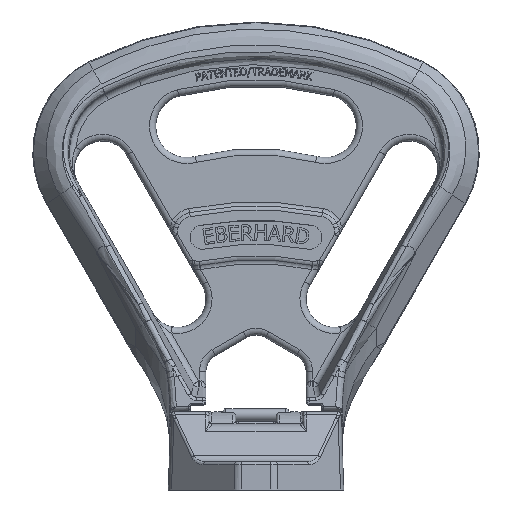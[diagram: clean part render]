
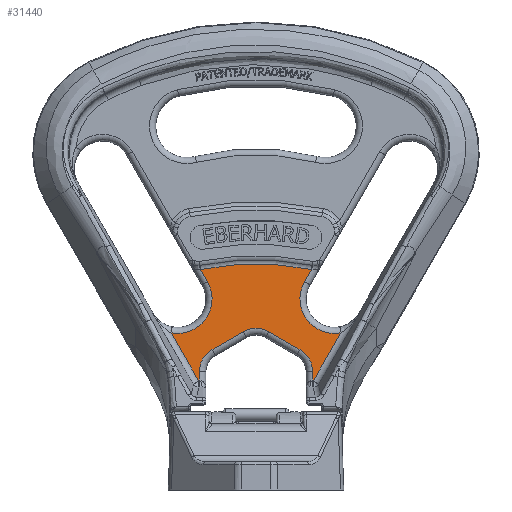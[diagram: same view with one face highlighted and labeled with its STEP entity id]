
A CAD part, front view. The second image highlights one B-rep face of the part: STEP entity #31440.
In plain terms, the highlighted planar face has unit normal (0, -1, 0.032).
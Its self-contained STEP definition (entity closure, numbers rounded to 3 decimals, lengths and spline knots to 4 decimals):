
#4464=LINE('',#60842,#7041);
#4466=LINE('',#60853,#7043);
#4467=LINE('',#60856,#7044);
#4471=LINE('',#61154,#7048);
#4473=LINE('',#61157,#7050);
#4479=LINE('',#61367,#7056);
#4482=LINE('',#61375,#7059);
#4483=LINE('',#61379,#7060);
#4484=LINE('',#61383,#7061);
#4485=LINE('',#61387,#7062);
#7041=VECTOR('',#41144,0.3937);
#7043=VECTOR('',#41162,0.3937);
#7044=VECTOR('',#41165,0.3937);
#7048=VECTOR('',#41219,0.3937);
#7050=VECTOR('',#41223,0.3937);
#7056=VECTOR('',#41259,0.3937);
#7059=VECTOR('',#41268,0.3937);
#7060=VECTOR('',#41273,0.3937);
#7061=VECTOR('',#41276,0.3937);
#7062=VECTOR('',#41279,0.3937);
#8969=FACE_OUTER_BOUND('',#10914,.T.);
#10914=EDGE_LOOP('',(#27767,#27768,#27769,#27770,#27771,#27772,#27773,#27774,
#27775,#27776,#27777,#27778,#27779,#27780,#27781,#27782,#27783,#27784));
#12058=CIRCLE('',#33894,0.3747);
#12060=CIRCLE('',#33897,5.5553);
#12062=CIRCLE('',#33900,0.3747);
#12119=CIRCLE('',#33997,0.687);
#12122=CIRCLE('',#34002,0.687);
#12139=CIRCLE('',#34051,0.505);
#12140=CIRCLE('',#34052,0.505);
#12141=CIRCLE('',#34053,0.505);
#14731=VERTEX_POINT('',#60276);
#14732=VERTEX_POINT('',#60289);
#14733=VERTEX_POINT('',#60293);
#14734=VERTEX_POINT('',#60297);
#14761=VERTEX_POINT('',#60530);
#14784=VERTEX_POINT('',#60826);
#14786=VERTEX_POINT('',#60840);
#14787=VERTEX_POINT('',#60849);
#14788=VERTEX_POINT('',#60855);
#14798=VERTEX_POINT('',#61065);
#14801=VERTEX_POINT('',#61147);
#14818=VERTEX_POINT('',#61362);
#14820=VERTEX_POINT('',#61374);
#14821=VERTEX_POINT('',#61378);
#14822=VERTEX_POINT('',#61380);
#14823=VERTEX_POINT('',#61382);
#14824=VERTEX_POINT('',#61384);
#14825=VERTEX_POINT('',#61386);
#19055=EDGE_CURVE('',#14732,#14731,#12058,.T.);
#19057=EDGE_CURVE('',#14733,#14732,#12060,.T.);
#19059=EDGE_CURVE('',#14734,#14733,#12062,.T.);
#19157=EDGE_CURVE('',#14786,#14734,#4464,.T.);
#19158=EDGE_CURVE('',#14784,#14786,#12119,.T.);
#19162=EDGE_CURVE('',#14787,#14761,#12122,.T.);
#19163=EDGE_CURVE('',#14731,#14787,#4466,.T.);
#19164=EDGE_CURVE('',#14761,#14788,#4467,.T.);
#19193=EDGE_CURVE('',#14801,#14798,#4471,.T.);
#19195=EDGE_CURVE('',#14798,#14784,#4473,.T.);
#19219=EDGE_CURVE('',#14788,#14818,#4479,.T.);
#19223=EDGE_CURVE('',#14818,#14820,#4482,.T.);
#19225=EDGE_CURVE('',#14821,#14801,#4483,.T.);
#19226=EDGE_CURVE('',#14822,#14821,#12139,.T.);
#19227=EDGE_CURVE('',#14823,#14822,#4484,.T.);
#19228=EDGE_CURVE('',#14824,#14823,#12140,.T.);
#19229=EDGE_CURVE('',#14825,#14824,#4485,.T.);
#19230=EDGE_CURVE('',#14820,#14825,#12141,.T.);
#27767=ORIENTED_EDGE('',*,*,#19059,.F.);
#27768=ORIENTED_EDGE('',*,*,#19157,.F.);
#27769=ORIENTED_EDGE('',*,*,#19158,.F.);
#27770=ORIENTED_EDGE('',*,*,#19195,.F.);
#27771=ORIENTED_EDGE('',*,*,#19193,.F.);
#27772=ORIENTED_EDGE('',*,*,#19225,.F.);
#27773=ORIENTED_EDGE('',*,*,#19226,.F.);
#27774=ORIENTED_EDGE('',*,*,#19227,.F.);
#27775=ORIENTED_EDGE('',*,*,#19228,.F.);
#27776=ORIENTED_EDGE('',*,*,#19229,.F.);
#27777=ORIENTED_EDGE('',*,*,#19230,.F.);
#27778=ORIENTED_EDGE('',*,*,#19223,.F.);
#27779=ORIENTED_EDGE('',*,*,#19219,.F.);
#27780=ORIENTED_EDGE('',*,*,#19164,.F.);
#27781=ORIENTED_EDGE('',*,*,#19162,.F.);
#27782=ORIENTED_EDGE('',*,*,#19163,.F.);
#27783=ORIENTED_EDGE('',*,*,#19055,.F.);
#27784=ORIENTED_EDGE('',*,*,#19057,.F.);
#29744=PLANE('',#34050);
#31440=ADVANCED_FACE('',(#8969),#29744,.F.);
#33894=AXIS2_PLACEMENT_3D('',#60291,#40919,#40920);
#33897=AXIS2_PLACEMENT_3D('',#60295,#40925,#40926);
#33900=AXIS2_PLACEMENT_3D('',#60299,#40931,#40932);
#33997=AXIS2_PLACEMENT_3D('',#60844,#41147,#41148);
#34002=AXIS2_PLACEMENT_3D('',#60851,#41158,#41159);
#34050=AXIS2_PLACEMENT_3D('',#61377,#41271,#41272);
#34051=AXIS2_PLACEMENT_3D('',#61381,#41274,#41275);
#34052=AXIS2_PLACEMENT_3D('',#61385,#41277,#41278);
#34053=AXIS2_PLACEMENT_3D('',#61388,#41280,#41281);
#40919=DIRECTION('center_axis',(0.,-0.999,
0.032));
#40920=DIRECTION('ref_axis',(-0.151,-0.032,-0.988));
#40925=DIRECTION('center_axis',(0.,0.999,
-0.032));
#40926=DIRECTION('ref_axis',(0.,0.032,0.999));
#40931=DIRECTION('center_axis',(0.,-0.999,
0.032));
#40932=DIRECTION('ref_axis',(0.151,-0.032,-0.988));
#41144=DIRECTION('',(-0.5,0.028,0.866));
#41147=DIRECTION('center_axis',(0.,-0.999,
0.032));
#41148=DIRECTION('ref_axis',(0.745,-0.022,-0.667));
#41158=DIRECTION('center_axis',(0.,-0.999,
0.032));
#41159=DIRECTION('ref_axis',(-0.902,-0.014,-0.432));
#41162=DIRECTION('',(-0.5,-0.028,-0.866));
#41165=DIRECTION('',(-0.5,-0.028,-0.866));
#41219=DIRECTION('',(-1.,0.,0.));
#41223=DIRECTION('',(-0.5,0.028,0.866));
#41259=DIRECTION('',(-1.,0.,0.));
#41268=DIRECTION('',(0.,0.032,0.999));
#41271=DIRECTION('center_axis',(0.,0.999,
-0.032));
#41272=DIRECTION('ref_axis',(1.,0.,0.));
#41273=DIRECTION('',(0.,-0.032,-0.999));
#41274=DIRECTION('center_axis',(0.,-0.999,
0.032));
#41275=DIRECTION('ref_axis',(-0.866,0.016,0.5));
#41276=DIRECTION('',(-0.866,-0.016,-0.5));
#41277=DIRECTION('center_axis',(0.,-0.999,
0.032));
#41278=DIRECTION('ref_axis',(0.,0.032,0.999));
#41279=DIRECTION('',(-0.866,0.016,0.5));
#41280=DIRECTION('center_axis',(0.,-0.999,
0.032));
#41281=DIRECTION('ref_axis',(0.866,0.016,0.5));
#60276=CARTESIAN_POINT('',(1.1092,0.4393,4.3979));
#60289=CARTESIAN_POINT('',(1.1032,0.4394,4.3991));
#60291=CARTESIAN_POINT('Origin',(1.1776,0.4513,4.7661));
#60293=CARTESIAN_POINT('',(-1.1032,0.4394,4.3991));
#60295=CARTESIAN_POINT('Origin',(0.,0.2632,
-1.0427));
#60297=CARTESIAN_POINT('',(-1.1092,0.4393,4.3979));
#60299=CARTESIAN_POINT('Origin',(-1.1776,0.4513,4.7661));
#60530=CARTESIAN_POINT('',(1.6965,0.3985,3.1358));
#60826=CARTESIAN_POINT('',(-1.6965,0.3985,3.1358));
#60840=CARTESIAN_POINT('',(-0.9675,0.4314,4.1526));
#60842=CARTESIAN_POINT('',(-1.2922,0.4496,4.7147));
#60844=CARTESIAN_POINT('Origin',(-1.5625,0.4203,3.8093));
#60849=CARTESIAN_POINT('',(0.9675,0.4314,4.1526));
#60851=CARTESIAN_POINT('Origin',(1.5625,0.4203,3.8093));
#60853=CARTESIAN_POINT('',(1.3806,0.4545,4.8678));
#60855=CARTESIAN_POINT('',(1.1397,0.3673,2.1721));
#60856=CARTESIAN_POINT('',(2.4562,0.4411,4.451));
#61065=CARTESIAN_POINT('',(-1.1397,0.3673,2.1721));
#61147=CARTESIAN_POINT('',(-1.13,0.3673,2.1721));
#61154=CARTESIAN_POINT('',(0.,0.3673,2.1721));
#61157=CARTESIAN_POINT('',(-2.4562,0.4411,4.451));
#61362=CARTESIAN_POINT('',(1.13,0.3673,2.1721));
#61367=CARTESIAN_POINT('',(0.,0.3673,2.1721));
#61374=CARTESIAN_POINT('',(1.13,0.3734,2.3606));
#61375=CARTESIAN_POINT('',(1.13,0.4148,3.6414));
#61377=CARTESIAN_POINT('Origin',(0.,0.4742,
5.4752));
#61378=CARTESIAN_POINT('',(-1.13,0.3734,2.3606));
#61379=CARTESIAN_POINT('',(-1.13,0.4238,3.9179));
#61380=CARTESIAN_POINT('',(-0.8775,0.3875,2.7978));
#61381=CARTESIAN_POINT('Origin',(-0.625,0.3734,2.3606));
#61382=CARTESIAN_POINT('',(-0.2525,0.3992,3.1584));
#61383=CARTESIAN_POINT('',(0.344,0.4103,3.5027));
#61384=CARTESIAN_POINT('',(0.2525,0.3992,3.1584));
#61385=CARTESIAN_POINT('Origin',(0.,0.385,
2.7213));
#61386=CARTESIAN_POINT('',(0.8775,0.3875,2.7978));
#61387=CARTESIAN_POINT('',(-0.0315,0.4045,3.3223));
#61388=CARTESIAN_POINT('Origin',(0.625,0.3734,2.3606));
